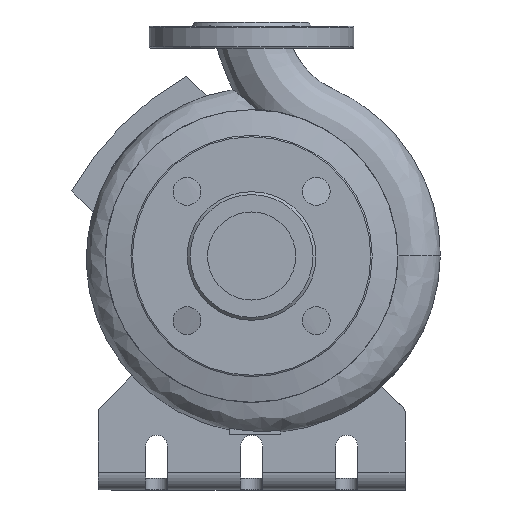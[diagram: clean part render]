
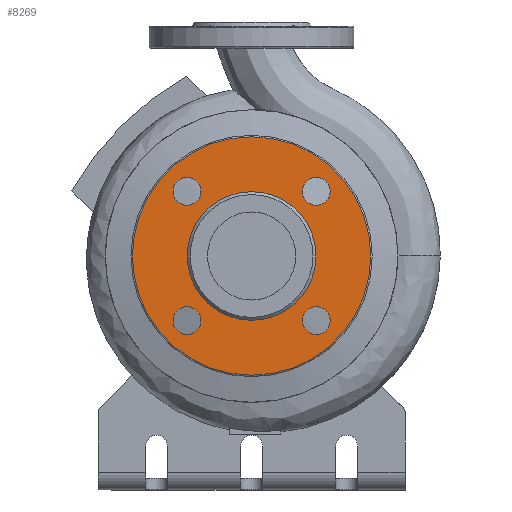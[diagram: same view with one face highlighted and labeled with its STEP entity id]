
A CAD part, left-side view. The second image highlights one B-rep face of the part: STEP entity #8269.
In plain terms, the highlighted planar face has unit normal (-1, 0, 0).
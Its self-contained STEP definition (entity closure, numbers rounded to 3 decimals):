
#1630=PLANE('',#8923);
#2041=FACE_BOUND('',#2763,.T.);
#2042=FACE_BOUND('',#2764,.T.);
#2043=FACE_BOUND('',#2765,.T.);
#2044=FACE_BOUND('',#2766,.T.);
#2045=FACE_BOUND('',#2767,.T.);
#2232=FACE_OUTER_BOUND('',#2762,.T.);
#2762=EDGE_LOOP('',(#6433));
#2763=EDGE_LOOP('',(#6434));
#2764=EDGE_LOOP('',(#6435));
#2765=EDGE_LOOP('',(#6436));
#2766=EDGE_LOOP('',(#6437));
#2767=EDGE_LOOP('',(#6438));
#3284=CIRCLE('',#8910,9.5);
#3286=CIRCLE('',#8913,9.5);
#3288=CIRCLE('',#8916,9.5);
#3290=CIRCLE('',#8919,9.5);
#3291=CIRCLE('',#8921,44.);
#3293=CIRCLE('',#8924,81.5);
#3841=VERTEX_POINT('',#12863);
#3843=VERTEX_POINT('',#12868);
#3845=VERTEX_POINT('',#12873);
#3847=VERTEX_POINT('',#12878);
#3848=VERTEX_POINT('',#12881);
#3850=VERTEX_POINT('',#12886);
#4795=EDGE_CURVE('',#3841,#3841,#3284,.T.);
#4797=EDGE_CURVE('',#3843,#3843,#3286,.T.);
#4799=EDGE_CURVE('',#3845,#3845,#3288,.T.);
#4801=EDGE_CURVE('',#3847,#3847,#3290,.T.);
#4802=EDGE_CURVE('',#3848,#3848,#3291,.T.);
#4804=EDGE_CURVE('',#3850,#3850,#3293,.T.);
#6433=ORIENTED_EDGE('',*,*,#4804,.T.);
#6434=ORIENTED_EDGE('',*,*,#4795,.F.);
#6435=ORIENTED_EDGE('',*,*,#4797,.F.);
#6436=ORIENTED_EDGE('',*,*,#4799,.F.);
#6437=ORIENTED_EDGE('',*,*,#4801,.F.);
#6438=ORIENTED_EDGE('',*,*,#4802,.F.);
#8269=ADVANCED_FACE('',(#2232,#2041,#2042,#2043,#2044,#2045),#1630,.F.);
#8910=AXIS2_PLACEMENT_3D('',#12864,#10349,#10350);
#8913=AXIS2_PLACEMENT_3D('',#12869,#10355,#10356);
#8916=AXIS2_PLACEMENT_3D('',#12874,#10361,#10362);
#8919=AXIS2_PLACEMENT_3D('',#12879,#10367,#10368);
#8921=AXIS2_PLACEMENT_3D('',#12882,#10371,#10372);
#8923=AXIS2_PLACEMENT_3D('',#12885,#10375,#10376);
#8924=AXIS2_PLACEMENT_3D('',#12887,#10377,#10378);
#10349=DIRECTION('center_axis',(-1.,0.,0.));
#10350=DIRECTION('ref_axis',(0.,1.,0.));
#10355=DIRECTION('center_axis',(-1.,0.,0.));
#10356=DIRECTION('ref_axis',(0.,0.,
1.));
#10361=DIRECTION('center_axis',(-1.,0.,0.));
#10362=DIRECTION('ref_axis',(0.,-1.,0.));
#10367=DIRECTION('center_axis',(-1.,0.,0.));
#10368=DIRECTION('ref_axis',(0.,0.,-1.));
#10371=DIRECTION('center_axis',(-1.,0.,0.));
#10372=DIRECTION('ref_axis',(0.,-1.,0.));
#10375=DIRECTION('center_axis',(1.,0.,0.));
#10376=DIRECTION('ref_axis',(0.,0.,1.));
#10377=DIRECTION('center_axis',(-1.,0.,0.));
#10378=DIRECTION('ref_axis',(0.,-1.,0.));
#12863=CARTESIAN_POINT('',(-78.,-53.694,115.806));
#12864=CARTESIAN_POINT('Origin',(-78.,-44.194,115.806));
#12868=CARTESIAN_POINT('',(-78.,44.194,106.306));
#12869=CARTESIAN_POINT('Origin',(-78.,44.194,115.806));
#12873=CARTESIAN_POINT('',(-78.,53.694,204.194));
#12874=CARTESIAN_POINT('Origin',(-78.,44.194,204.194));
#12878=CARTESIAN_POINT('',(-78.,-44.194,213.694));
#12879=CARTESIAN_POINT('Origin',(-78.,-44.194,204.194));
#12881=CARTESIAN_POINT('',(-78.,-44.,160.));
#12882=CARTESIAN_POINT('Origin',(-78.,0.,160.));
#12885=CARTESIAN_POINT('Origin',(-78.,-62.75,160.));
#12886=CARTESIAN_POINT('',(-78.,-81.5,160.));
#12887=CARTESIAN_POINT('Origin',(-78.,0.,160.));
